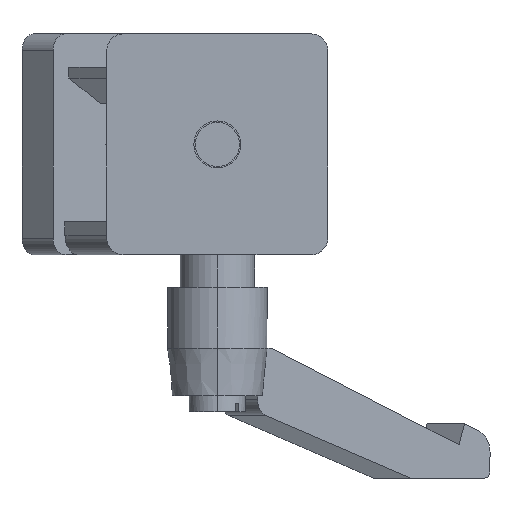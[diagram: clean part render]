
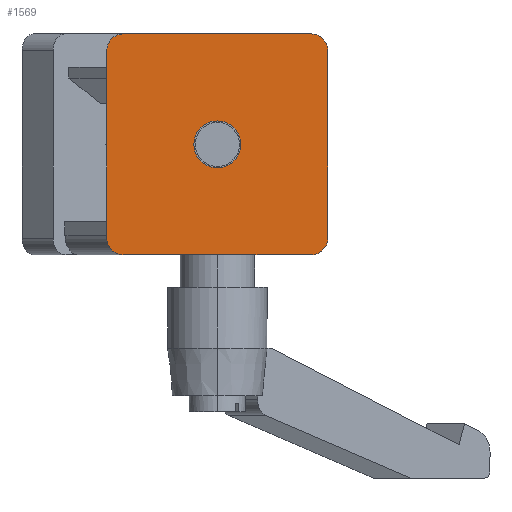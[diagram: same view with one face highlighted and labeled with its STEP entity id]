
A CAD part, front view. The second image highlights one B-rep face of the part: STEP entity #1569.
In plain terms, the highlighted planar face has unit normal (0, -1, 0).
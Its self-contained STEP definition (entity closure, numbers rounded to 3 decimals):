
#100 = PLANE ( 'NONE',  #3287 ) ;
#121 = DIRECTION ( 'NONE',  ( 0., 0., -1. ) ) ;
#248 = AXIS2_PLACEMENT_3D ( 'NONE', #6769, #5596, #5677 ) ;
#493 = CIRCLE ( 'NONE', #3068, 3. ) ;
#527 = AXIS2_PLACEMENT_3D ( 'NONE', #2936, #6814, #121 ) ;
#590 = CARTESIAN_POINT ( 'NONE',  ( 17., 0., -17. ) ) ;
#620 = VERTEX_POINT ( 'NONE', #4476 ) ;
#628 = DIRECTION ( 'NONE',  ( 1., 0., 0. ) ) ;
#695 = CARTESIAN_POINT ( 'NONE',  ( -17., 0., 17. ) ) ;
#864 = EDGE_CURVE ( 'NONE', #1898, #1238, #5118, .T. ) ;
#1075 = VECTOR ( 'NONE', #1668, 1000. ) ;
#1138 = DIRECTION ( 'NONE',  ( 0., 1., 0. ) ) ;
#1175 = ORIENTED_EDGE ( 'NONE', *, *, #5953, .F. ) ;
#1238 = VERTEX_POINT ( 'NONE', #3841 ) ;
#1300 = CARTESIAN_POINT ( 'NONE',  ( 20., 0., 0. ) ) ;
#1339 = VERTEX_POINT ( 'NONE', #4067 ) ;
#1453 = CARTESIAN_POINT ( 'NONE',  ( 0., 0., 0. ) ) ;
#1506 = CARTESIAN_POINT ( 'NONE',  ( 17., 0., -20. ) ) ;
#1536 = AXIS2_PLACEMENT_3D ( 'NONE', #1453, #5292, #5875 ) ;
#1569 = ADVANCED_FACE ( 'NONE', ( #2324, #4931 ), #100, .F. ) ;
#1627 = ORIENTED_EDGE ( 'NONE', *, *, #864, .F. ) ;
#1638 = CARTESIAN_POINT ( 'NONE',  ( -20., 0., 0. ) ) ;
#1668 = DIRECTION ( 'NONE',  ( -1., 0., 0. ) ) ;
#1735 = EDGE_LOOP ( 'NONE', ( #1175, #6463, #6187, #6549, #1741, #1890, #4590, #4718 ) ) ;
#1741 = ORIENTED_EDGE ( 'NONE', *, *, #3032, .F. ) ;
#1874 = CIRCLE ( 'NONE', #248, 3. ) ;
#1890 = ORIENTED_EDGE ( 'NONE', *, *, #6166, .F. ) ;
#1898 = VERTEX_POINT ( 'NONE', #5854 ) ;
#1921 = VERTEX_POINT ( 'NONE', #4578 ) ;
#2250 = CARTESIAN_POINT ( 'NONE',  ( -17., 0., 20. ) ) ;
#2324 = FACE_BOUND ( 'NONE', #5972, .T. ) ;
#2386 = LINE ( 'NONE', #1300, #5158 ) ;
#2570 = AXIS2_PLACEMENT_3D ( 'NONE', #695, #2892, #6892 ) ;
#2727 = VERTEX_POINT ( 'NONE', #1506 ) ;
#2736 = DIRECTION ( 'NONE',  ( 0., 0., 1. ) ) ;
#2892 = DIRECTION ( 'NONE',  ( 0., 1., 0. ) ) ;
#2936 = CARTESIAN_POINT ( 'NONE',  ( 0., 0., 0. ) ) ;
#2992 = ORIENTED_EDGE ( 'NONE', *, *, #5429, .F. ) ;
#3032 = EDGE_CURVE ( 'NONE', #6236, #1339, #2386, .T. ) ;
#3068 = AXIS2_PLACEMENT_3D ( 'NONE', #590, #1138, #628 ) ;
#3287 = AXIS2_PLACEMENT_3D ( 'NONE', #6815, #5260, #5061 ) ;
#3788 = CARTESIAN_POINT ( 'NONE',  ( 0., 0., 20. ) ) ;
#3841 = CARTESIAN_POINT ( 'NONE',  ( 0., 0., 4.25 ) ) ;
#3851 = CARTESIAN_POINT ( 'NONE',  ( -17., 0., -20. ) ) ;
#4058 = VERTEX_POINT ( 'NONE', #3851 ) ;
#4067 = CARTESIAN_POINT ( 'NONE',  ( 20., 0., -17. ) ) ;
#4147 = EDGE_CURVE ( 'NONE', #1339, #2727, #493, .T. ) ;
#4200 = VECTOR ( 'NONE', #4910, 1000. ) ;
#4235 = EDGE_CURVE ( 'NONE', #4058, #620, #1874, .T. ) ;
#4346 = EDGE_CURVE ( 'NONE', #6874, #5724, #6459, .T. ) ;
#4420 = EDGE_CURVE ( 'NONE', #1921, #6874, #5876, .T. ) ;
#4476 = CARTESIAN_POINT ( 'NONE',  ( -20., 0., -17. ) ) ;
#4578 = CARTESIAN_POINT ( 'NONE',  ( -20., 0., 17. ) ) ;
#4590 = ORIENTED_EDGE ( 'NONE', *, *, #4346, .F. ) ;
#4718 = ORIENTED_EDGE ( 'NONE', *, *, #4420, .F. ) ;
#4875 = AXIS2_PLACEMENT_3D ( 'NONE', #4987, #5494, #6610 ) ;
#4883 = LINE ( 'NONE', #1638, #6699 ) ;
#4910 = DIRECTION ( 'NONE',  ( 1., 0., 0. ) ) ;
#4931 = FACE_OUTER_BOUND ( 'NONE', #1735, .T. ) ;
#4970 = CARTESIAN_POINT ( 'NONE',  ( 20., 0., 17. ) ) ;
#4987 = CARTESIAN_POINT ( 'NONE',  ( 17., 0., 17. ) ) ;
#5061 = DIRECTION ( 'NONE',  ( 0., 0., 1. ) ) ;
#5118 = CIRCLE ( 'NONE', #1536, 4.25 ) ;
#5158 = VECTOR ( 'NONE', #5175, 1000. ) ;
#5175 = DIRECTION ( 'NONE',  ( 0., 0., -1. ) ) ;
#5260 = DIRECTION ( 'NONE',  ( 0., 1., 0. ) ) ;
#5276 = CIRCLE ( 'NONE', #4875, 3. ) ;
#5292 = DIRECTION ( 'NONE',  ( 0., -1., 0. ) ) ;
#5429 = EDGE_CURVE ( 'NONE', #1238, #1898, #6268, .T. ) ;
#5494 = DIRECTION ( 'NONE',  ( 0., 1., 0. ) ) ;
#5596 = DIRECTION ( 'NONE',  ( 0., 1., 0. ) ) ;
#5677 = DIRECTION ( 'NONE',  ( 0., 0., -1. ) ) ;
#5724 = VERTEX_POINT ( 'NONE', #7007 ) ;
#5854 = CARTESIAN_POINT ( 'NONE',  ( 0., 0., -4.25 ) ) ;
#5875 = DIRECTION ( 'NONE',  ( 0., 0., -1. ) ) ;
#5876 = CIRCLE ( 'NONE', #2570, 3. ) ;
#5953 = EDGE_CURVE ( 'NONE', #620, #1921, #4883, .T. ) ;
#5972 = EDGE_LOOP ( 'NONE', ( #1627, #2992 ) ) ;
#6123 = EDGE_CURVE ( 'NONE', #2727, #4058, #6748, .T. ) ;
#6166 = EDGE_CURVE ( 'NONE', #5724, #6236, #5276, .T. ) ;
#6187 = ORIENTED_EDGE ( 'NONE', *, *, #6123, .F. ) ;
#6236 = VERTEX_POINT ( 'NONE', #4970 ) ;
#6268 = CIRCLE ( 'NONE', #527, 4.25 ) ;
#6459 = LINE ( 'NONE', #3788, #4200 ) ;
#6463 = ORIENTED_EDGE ( 'NONE', *, *, #4235, .F. ) ;
#6549 = ORIENTED_EDGE ( 'NONE', *, *, #4147, .F. ) ;
#6610 = DIRECTION ( 'NONE',  ( 1., 0., 0. ) ) ;
#6699 = VECTOR ( 'NONE', #2736, 1000. ) ;
#6748 = LINE ( 'NONE', #6763, #1075 ) ;
#6763 = CARTESIAN_POINT ( 'NONE',  ( 0., 0., -20. ) ) ;
#6769 = CARTESIAN_POINT ( 'NONE',  ( -17., 0., -17. ) ) ;
#6814 = DIRECTION ( 'NONE',  ( 0., -1., 0. ) ) ;
#6815 = CARTESIAN_POINT ( 'NONE',  ( 0., 0., 0. ) ) ;
#6874 = VERTEX_POINT ( 'NONE', #2250 ) ;
#6892 = DIRECTION ( 'NONE',  ( 0., 0., -1. ) ) ;
#7007 = CARTESIAN_POINT ( 'NONE',  ( 17., 0., 20. ) ) ;
